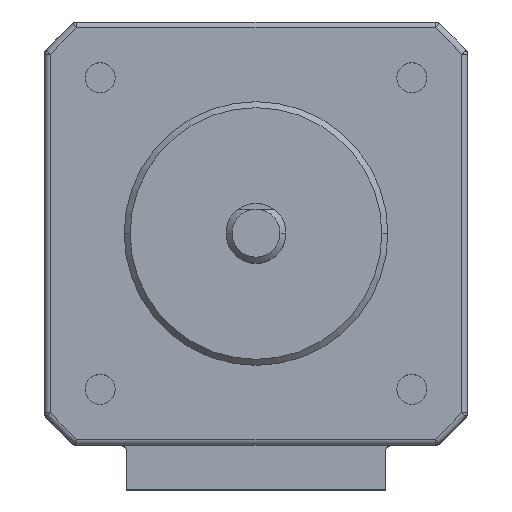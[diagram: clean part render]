
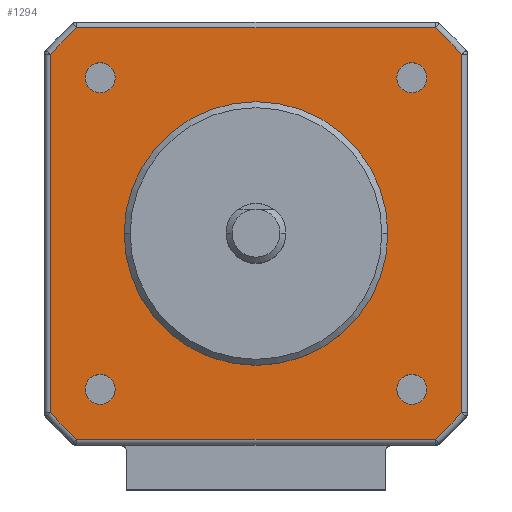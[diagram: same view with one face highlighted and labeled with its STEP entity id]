
A CAD part, top view. The second image highlights one B-rep face of the part: STEP entity #1294.
In plain terms, the highlighted planar face has unit normal (0, 0, 1).
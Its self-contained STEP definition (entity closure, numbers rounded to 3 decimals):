
#58=CARTESIAN_POINT('',(0.,0.,28.));
#59=DIRECTION('',(0.,0.,1.));
#60=DIRECTION('',(-0.657,0.754,0.));
#61=AXIS2_PLACEMENT_3D('',#58,#59,#60);
#63=CARTESIAN_POINT('',(0.,0.,28.));
#64=DIRECTION('',(0.,0.,1.));
#65=DIRECTION('',(0.754,0.657,0.));
#66=AXIS2_PLACEMENT_3D('',#63,#64,#65);
#68=CARTESIAN_POINT('',(0.,0.,28.));
#69=DIRECTION('',(0.,0.,1.));
#70=DIRECTION('',(0.657,-0.754,0.));
#71=AXIS2_PLACEMENT_3D('',#68,#69,#70);
#73=CARTESIAN_POINT('',(0.,0.,28.));
#74=DIRECTION('',(0.,0.,1.));
#75=DIRECTION('',(-0.754,-0.657,0.));
#76=AXIS2_PLACEMENT_3D('',#73,#74,#75);
#78=CARTESIAN_POINT('',(-13.,13.,28.));
#79=DIRECTION('',(0.,0.,-1.));
#80=DIRECTION('',(-1.,0.,0.));
#81=AXIS2_PLACEMENT_3D('',#78,#79,#80);
#83=CARTESIAN_POINT('',(-13.,13.,28.));
#84=DIRECTION('',(0.,0.,-1.));
#85=DIRECTION('',(1.,0.,0.));
#86=AXIS2_PLACEMENT_3D('',#83,#84,#85);
#88=CARTESIAN_POINT('',(-13.,-13.,28.));
#89=DIRECTION('',(0.,0.,-1.));
#90=DIRECTION('',(-1.,0.,0.));
#91=AXIS2_PLACEMENT_3D('',#88,#89,#90);
#93=CARTESIAN_POINT('',(-13.,-13.,28.));
#94=DIRECTION('',(0.,0.,-1.));
#95=DIRECTION('',(1.,0.,0.));
#96=AXIS2_PLACEMENT_3D('',#93,#94,#95);
#98=CARTESIAN_POINT('',(13.,-13.,28.));
#99=DIRECTION('',(0.,0.,-1.));
#100=DIRECTION('',(-1.,0.,0.));
#101=AXIS2_PLACEMENT_3D('',#98,#99,#100);
#103=CARTESIAN_POINT('',(13.,-13.,28.));
#104=DIRECTION('',(0.,0.,-1.));
#105=DIRECTION('',(1.,0.,0.));
#106=AXIS2_PLACEMENT_3D('',#103,#104,#105);
#108=CARTESIAN_POINT('',(13.,13.,28.));
#109=DIRECTION('',(0.,0.,-1.));
#110=DIRECTION('',(-1.,0.,0.));
#111=AXIS2_PLACEMENT_3D('',#108,#109,#110);
#113=CARTESIAN_POINT('',(13.,13.,28.));
#114=DIRECTION('',(0.,0.,-1.));
#115=DIRECTION('',(1.,0.,0.));
#116=AXIS2_PLACEMENT_3D('',#113,#114,#115);
#118=CARTESIAN_POINT('',(0.,0.,28.));
#119=DIRECTION('',(0.,0.,-1.));
#120=DIRECTION('',(1.,0.,0.));
#121=AXIS2_PLACEMENT_3D('',#118,#119,#120);
#123=CARTESIAN_POINT('',(0.,0.,28.));
#124=DIRECTION('',(0.,0.,-1.));
#125=DIRECTION('',(-1.,0.,0.));
#126=AXIS2_PLACEMENT_3D('',#123,#124,#125);
#128=DIRECTION('',(0.,1.,0.));
#129=VECTOR('',#128,29.896);
#130=CARTESIAN_POINT('',(-17.15,-14.948,28.));
#131=LINE('',#130,#129);
#241=DIRECTION('',(-1.,0.,0.));
#242=VECTOR('',#241,29.896);
#243=CARTESIAN_POINT('',(14.948,-17.15,28.));
#244=LINE('',#243,#242);
#284=DIRECTION('',(0.,-1.,0.));
#285=VECTOR('',#284,29.896);
#286=CARTESIAN_POINT('',(17.15,14.948,28.));
#287=LINE('',#286,#285);
#386=DIRECTION('',(1.,0.,0.));
#387=VECTOR('',#386,29.896);
#388=CARTESIAN_POINT('',(-14.948,17.15,28.));
#389=LINE('',#388,#387);
#921=CARTESIAN_POINT('',(-11.75,-13.,28.));
#922=CARTESIAN_POINT('',(-14.25,-13.,28.));
#923=VERTEX_POINT('',#921);
#924=VERTEX_POINT('',#922);
#925=CARTESIAN_POINT('',(-11.75,13.,28.));
#926=CARTESIAN_POINT('',(-14.25,13.,28.));
#927=VERTEX_POINT('',#925);
#928=VERTEX_POINT('',#926);
#929=CARTESIAN_POINT('',(14.25,-13.,28.));
#930=CARTESIAN_POINT('',(11.75,-13.,28.));
#931=VERTEX_POINT('',#929);
#932=VERTEX_POINT('',#930);
#933=CARTESIAN_POINT('',(17.15,14.948,28.));
#935=VERTEX_POINT('',#933);
#938=CARTESIAN_POINT('',(17.15,-14.948,28.));
#940=VERTEX_POINT('',#938);
#945=CARTESIAN_POINT('',(14.948,17.15,28.));
#947=VERTEX_POINT('',#945);
#950=CARTESIAN_POINT('',(14.948,-17.15,28.));
#952=VERTEX_POINT('',#950);
#957=CARTESIAN_POINT('',(-14.948,17.15,28.));
#959=VERTEX_POINT('',#957);
#962=CARTESIAN_POINT('',(-14.948,-17.15,28.));
#964=VERTEX_POINT('',#962);
#969=CARTESIAN_POINT('',(-17.15,14.948,28.));
#971=VERTEX_POINT('',#969);
#974=CARTESIAN_POINT('',(-17.15,-14.948,28.));
#976=VERTEX_POINT('',#974);
#993=CARTESIAN_POINT('',(11.,0.,28.));
#994=CARTESIAN_POINT('',(-11.,0.,28.));
#995=VERTEX_POINT('',#993);
#996=VERTEX_POINT('',#994);
#997=CARTESIAN_POINT('',(11.75,13.,28.));
#998=CARTESIAN_POINT('',(14.25,13.,28.));
#999=VERTEX_POINT('',#997);
#1000=VERTEX_POINT('',#998);
#1245=CARTESIAN_POINT('',(0.,0.,28.));
#1246=DIRECTION('',(0.,0.,1.));
#1247=DIRECTION('',(1.,0.,0.));
#1248=AXIS2_PLACEMENT_3D('',#1245,#1246,#1247);
#1249=PLANE('',#1248);
#1251=ORIENTED_EDGE('',*,*,#1250,.T.);
#1253=ORIENTED_EDGE('',*,*,#1252,.F.);
#1255=ORIENTED_EDGE('',*,*,#1254,.T.);
#1257=ORIENTED_EDGE('',*,*,#1256,.F.);
#1259=ORIENTED_EDGE('',*,*,#1258,.T.);
#1261=ORIENTED_EDGE('',*,*,#1260,.F.);
#1263=ORIENTED_EDGE('',*,*,#1262,.T.);
#1265=ORIENTED_EDGE('',*,*,#1264,.F.);
#1266=EDGE_LOOP('',(#1251,#1253,#1255,#1257,#1259,#1261,#1263,#1265));
#1267=FACE_OUTER_BOUND('',#1266,.F.);
#1268=ORIENTED_EDGE('',*,*,#1227,.F.);
#1269=ORIENTED_EDGE('',*,*,#1240,.F.);
#1270=EDGE_LOOP('',(#1268,#1269));
#1271=FACE_BOUND('',#1270,.F.);
#1272=ORIENTED_EDGE('',*,*,#1166,.F.);
#1273=ORIENTED_EDGE('',*,*,#1152,.F.);
#1274=EDGE_LOOP('',(#1272,#1273));
#1275=FACE_BOUND('',#1274,.F.);
#1277=ORIENTED_EDGE('',*,*,#1276,.F.);
#1279=ORIENTED_EDGE('',*,*,#1278,.F.);
#1280=EDGE_LOOP('',(#1277,#1279));
#1281=FACE_BOUND('',#1280,.F.);
#1283=ORIENTED_EDGE('',*,*,#1282,.F.);
#1285=ORIENTED_EDGE('',*,*,#1284,.F.);
#1286=EDGE_LOOP('',(#1283,#1285));
#1287=FACE_BOUND('',#1286,.F.);
#1289=ORIENTED_EDGE('',*,*,#1288,.F.);
#1291=ORIENTED_EDGE('',*,*,#1290,.F.);
#1292=EDGE_LOOP('',(#1289,#1291));
#1293=FACE_BOUND('',#1292,.F.);
#1294=ADVANCED_FACE('',(#1267,#1271,#1275,#1281,#1287,#1293),#1249,.T.);
#62=CIRCLE('',#61,22.75);
#67=CIRCLE('',#66,22.75);
#72=CIRCLE('',#71,22.75);
#77=CIRCLE('',#76,22.75);
#82=CIRCLE('',#81,1.25);
#87=CIRCLE('',#86,1.25);
#92=CIRCLE('',#91,1.25);
#97=CIRCLE('',#96,1.25);
#102=CIRCLE('',#101,1.25);
#107=CIRCLE('',#106,1.25);
#112=CIRCLE('',#111,1.25);
#117=CIRCLE('',#116,1.25);
#122=CIRCLE('',#121,11.);
#127=CIRCLE('',#126,11.);
#1152=EDGE_CURVE('',#923,#924,#97,.T.);
#1166=EDGE_CURVE('',#924,#923,#92,.T.);
#1227=EDGE_CURVE('',#928,#927,#82,.T.);
#1240=EDGE_CURVE('',#927,#928,#87,.T.);
#1250=EDGE_CURVE('',#976,#971,#131,.T.);
#1252=EDGE_CURVE('',#959,#971,#62,.T.);
#1254=EDGE_CURVE('',#959,#947,#389,.T.);
#1256=EDGE_CURVE('',#935,#947,#67,.T.);
#1258=EDGE_CURVE('',#935,#940,#287,.T.);
#1260=EDGE_CURVE('',#952,#940,#72,.T.);
#1262=EDGE_CURVE('',#952,#964,#244,.T.);
#1264=EDGE_CURVE('',#976,#964,#77,.T.);
#1276=EDGE_CURVE('',#932,#931,#102,.T.);
#1278=EDGE_CURVE('',#931,#932,#107,.T.);
#1282=EDGE_CURVE('',#999,#1000,#112,.T.);
#1284=EDGE_CURVE('',#1000,#999,#117,.T.);
#1288=EDGE_CURVE('',#995,#996,#122,.T.);
#1290=EDGE_CURVE('',#996,#995,#127,.T.);
